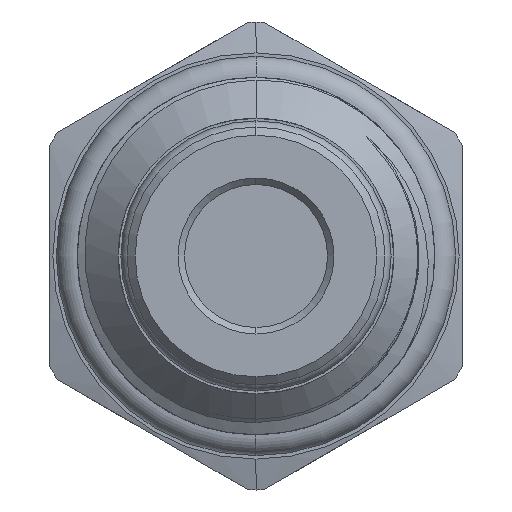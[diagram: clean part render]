
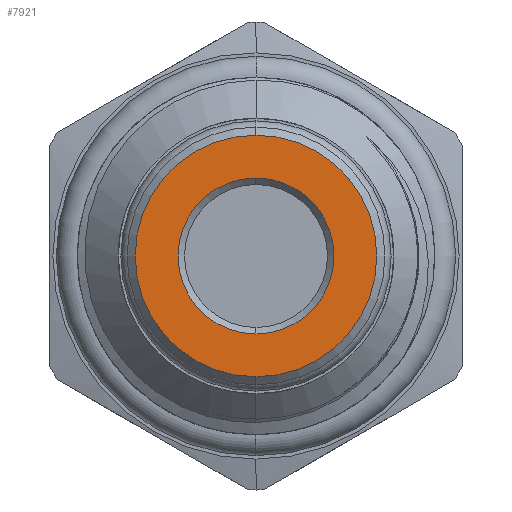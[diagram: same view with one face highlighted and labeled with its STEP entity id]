
A CAD part, left-side view. The second image highlights one B-rep face of the part: STEP entity #7921.
In plain terms, the highlighted planar face has unit normal (-1, 0, 0).
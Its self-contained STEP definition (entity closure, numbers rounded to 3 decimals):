
#364 = AXIS2_PLACEMENT_3D ( 'NONE', #15390, #15389, #15388 ) ;
#377 = AXIS2_PLACEMENT_3D ( 'NONE', #15208, #15207, #15206 ) ;
#549 = AXIS2_PLACEMENT_3D ( 'NONE', #16427, #16417, #16416 ) ;
#731 = EDGE_CURVE ( 'NONE', #4187, #4189, #2076, .T. ) ;
#778 = EDGE_CURVE ( 'NONE', #4235, #4233, #2136, .T. ) ;
#1209 = EDGE_CURVE ( 'NONE', #4233, #4235, #2553, .T. ) ;
#1234 = EDGE_CURVE ( 'NONE', #4189, #4187, #2579, .T. ) ;
#1318 = AXIS2_PLACEMENT_3D ( 'NONE', #8978, #8977, #8976 ) ;
#1339 = AXIS2_PLACEMENT_3D ( 'NONE', #8554, #8553, #8552 ) ;
#1476 = EDGE_LOOP ( 'NONE', ( #5082, #5083 ) ) ;
#1481 = EDGE_LOOP ( 'NONE', ( #5080, #5081 ) ) ;
#2076 = CIRCLE ( 'NONE', #1318, 7.435 ) ;
#2136 = CIRCLE ( 'NONE', #1339, 4.8 ) ;
#2553 = CIRCLE ( 'NONE', #364, 4.8 ) ;
#2579 = CIRCLE ( 'NONE', #377, 7.435 ) ;
#3959 = CARTESIAN_POINT ( 'NONE',  ( 0., 0., -7.435 ) ) ;
#3960 = CARTESIAN_POINT ( 'NONE',  ( 0., 0., 7.435 ) ) ;
#4187 = VERTEX_POINT ( 'NONE', #3960 ) ;
#4189 = VERTEX_POINT ( 'NONE', #3959 ) ;
#4233 = VERTEX_POINT ( 'NONE', #15057 ) ;
#4235 = VERTEX_POINT ( 'NONE', #15055 ) ;
#5080 = ORIENTED_EDGE ( 'NONE', *, *, #778, .T. ) ;
#5081 = ORIENTED_EDGE ( 'NONE', *, *, #1209, .T. ) ;
#5082 = ORIENTED_EDGE ( 'NONE', *, *, #1234, .T. ) ;
#5083 = ORIENTED_EDGE ( 'NONE', *, *, #731, .T. ) ;
#7921 = ADVANCED_FACE ( 'NONE', ( #18757, #18760 ), #16419, .T. ) ;
#8552 = DIRECTION ( 'NONE',  ( 0., 0., 1. ) ) ;
#8553 = DIRECTION ( 'NONE',  ( 1., 0., 0. ) ) ;
#8554 = CARTESIAN_POINT ( 'NONE',  ( 0., 0., 0. ) ) ;
#8976 = DIRECTION ( 'NONE',  ( 0., 0., 1. ) ) ;
#8977 = DIRECTION ( 'NONE',  ( -1., 0., 0. ) ) ;
#8978 = CARTESIAN_POINT ( 'NONE',  ( 0., 0., 0. ) ) ;
#15055 = CARTESIAN_POINT ( 'NONE',  ( 0., 0., 4.8 ) ) ;
#15057 = CARTESIAN_POINT ( 'NONE',  ( 0., 0., -4.8 ) ) ;
#15206 = DIRECTION ( 'NONE',  ( 0., 0., 1. ) ) ;
#15207 = DIRECTION ( 'NONE',  ( -1., 0., 0. ) ) ;
#15208 = CARTESIAN_POINT ( 'NONE',  ( 0., 0., 0. ) ) ;
#15388 = DIRECTION ( 'NONE',  ( 0., 0., 1. ) ) ;
#15389 = DIRECTION ( 'NONE',  ( 1., 0., 0. ) ) ;
#15390 = CARTESIAN_POINT ( 'NONE',  ( 0., 0., 0. ) ) ;
#16416 = DIRECTION ( 'NONE',  ( 0., 0., 1. ) ) ;
#16417 = DIRECTION ( 'NONE',  ( -1., 0., 0. ) ) ;
#16419 = PLANE ( 'NONE',  #549 ) ;
#16427 = CARTESIAN_POINT ( 'NONE',  ( 0., 0., 0. ) ) ;
#18757 = FACE_BOUND ( 'NONE', #1481, .T. ) ;
#18760 = FACE_OUTER_BOUND ( 'NONE', #1476, .T. ) ;
